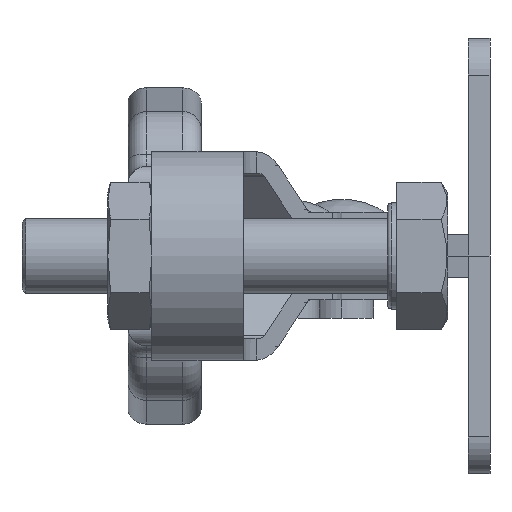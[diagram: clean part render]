
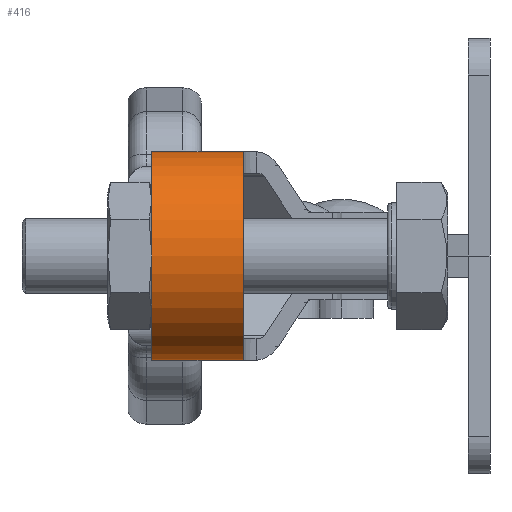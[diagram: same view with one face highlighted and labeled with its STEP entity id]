
A CAD part, left-side view. The second image highlights one B-rep face of the part: STEP entity #416.
In plain terms, the highlighted cylindrical face has radius 5.7 mm (diameter 11.4 mm), a partial arc.
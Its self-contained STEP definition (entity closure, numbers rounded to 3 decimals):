
#23 = DIRECTION ( 'NONE',  ( 0., 1., 0. ) ) ;
#181 = VERTEX_POINT ( 'NONE', #2545 ) ;
#416 = ADVANCED_FACE ( 'NONE', ( #3455 ), #7539, .T. ) ;
#494 = CARTESIAN_POINT ( 'NONE',  ( -20.14, 13.5, 5.7 ) ) ;
#720 = CARTESIAN_POINT ( 'NONE',  ( -20.14, 21.456, 0. ) ) ;
#748 = DIRECTION ( 'NONE',  ( 0., 0., -1. ) ) ;
#847 = DIRECTION ( 'NONE',  ( 0., -1., 0. ) ) ;
#2055 = CARTESIAN_POINT ( 'NONE',  ( -20.14, 21.456, 5.7 ) ) ;
#2442 = CIRCLE ( 'NONE', #8145, 5.7 ) ;
#2545 = CARTESIAN_POINT ( 'NONE',  ( -20.14, 18.5, 5.7 ) ) ;
#2634 = CARTESIAN_POINT ( 'NONE',  ( -20.14, 13.5, -5.7 ) ) ;
#2901 = DIRECTION ( 'NONE',  ( 0., -1., 0. ) ) ;
#3047 = VERTEX_POINT ( 'NONE', #8274 ) ;
#3455 = FACE_OUTER_BOUND ( 'NONE', #8109, .T. ) ;
#3566 = AXIS2_PLACEMENT_3D ( 'NONE', #5002, #23, #5832 ) ;
#3580 = DIRECTION ( 'NONE',  ( 0., -1., 0. ) ) ;
#3702 = VERTEX_POINT ( 'NONE', #2634 ) ;
#3991 = VERTEX_POINT ( 'NONE', #494 ) ;
#4059 = VECTOR ( 'NONE', #2901, 1000. ) ;
#4427 = CARTESIAN_POINT ( 'NONE',  ( -20.14, 21.456, -5.7 ) ) ;
#4529 = AXIS2_PLACEMENT_3D ( 'NONE', #720, #847, #748 ) ;
#4717 = DIRECTION ( 'NONE',  ( 0., -1., 0. ) ) ;
#4901 = VECTOR ( 'NONE', #3580, 1000. ) ;
#5002 = CARTESIAN_POINT ( 'NONE',  ( -20.14, 18.5, 0. ) ) ;
#5128 = EDGE_CURVE ( 'NONE', #3047, #181, #5713, .T. ) ;
#5713 = CIRCLE ( 'NONE', #3566, 5.7 ) ;
#5832 = DIRECTION ( 'NONE',  ( -1., 0., 0. ) ) ;
#6952 = ORIENTED_EDGE ( 'NONE', *, *, #10053, .F. ) ;
#7055 = LINE ( 'NONE', #4427, #4901 ) ;
#7080 = ORIENTED_EDGE ( 'NONE', *, *, #5128, .F. ) ;
#7432 = ORIENTED_EDGE ( 'NONE', *, *, #8909, .F. ) ;
#7539 = CYLINDRICAL_SURFACE ( 'NONE', #4529, 5.7 ) ;
#8109 = EDGE_LOOP ( 'NONE', ( #9576, #6952, #7432, #7080 ) ) ;
#8145 = AXIS2_PLACEMENT_3D ( 'NONE', #9554, #4717, #10370 ) ;
#8274 = CARTESIAN_POINT ( 'NONE',  ( -20.14, 18.5, -5.7 ) ) ;
#8909 = EDGE_CURVE ( 'NONE', #181, #3991, #10534, .T. ) ;
#9554 = CARTESIAN_POINT ( 'NONE',  ( -20.14, 13.5, 0. ) ) ;
#9576 = ORIENTED_EDGE ( 'NONE', *, *, #10530, .T. ) ;
#10053 = EDGE_CURVE ( 'NONE', #3991, #3702, #2442, .T. ) ;
#10370 = DIRECTION ( 'NONE',  ( 1., 0., 0. ) ) ;
#10530 = EDGE_CURVE ( 'NONE', #3047, #3702, #7055, .T. ) ;
#10534 = LINE ( 'NONE', #2055, #4059 ) ;
